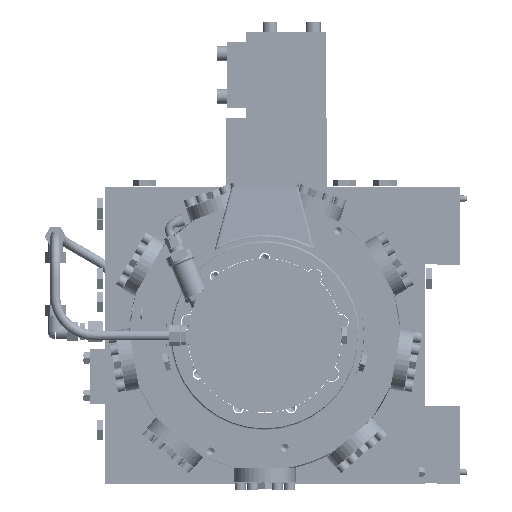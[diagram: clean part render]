
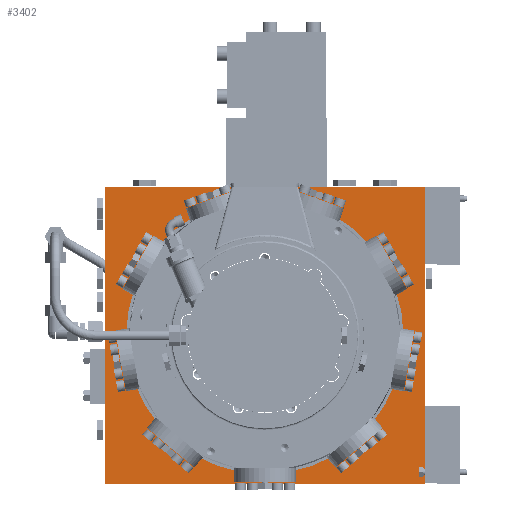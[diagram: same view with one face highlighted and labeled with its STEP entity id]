
A CAD part, left-side view. The second image highlights one B-rep face of the part: STEP entity #3402.
In plain terms, the highlighted planar face has unit normal (-1, 0, 0).
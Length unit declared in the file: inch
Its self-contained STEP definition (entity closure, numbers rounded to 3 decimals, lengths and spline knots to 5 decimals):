
#3352=CARTESIAN_POINT('',(-5.31496,10.23228,0.0));
#3353=DIRECTION('',(-1.0,0.0,0.0));
#3354=DIRECTION('',(0.0,0.0,1.0));
#3355=AXIS2_PLACEMENT_3D('',#3352,#3353,#3354);
#3356=PLANE('',#3355);
#3357=CARTESIAN_POINT('',(-5.31496,10.23228,-9.47835));
#3358=VERTEX_POINT('',#3357);
#3359=CARTESIAN_POINT('',(-5.31496,-10.23228,-9.47835));
#3360=VERTEX_POINT('',#3359);
#3361=CARTESIAN_POINT('',(-5.31496,10.23228,-9.47835));
#3362=DIRECTION('',(0.0,-1.0,0.0));
#3363=VECTOR('',#3362,20.46457);
#3364=LINE('',#3361,#3363);
#3365=EDGE_CURVE('',#3358,#3360,#3364,.T.);
#3366=ORIENTED_EDGE('',*,*,#3365,.T.);
#3367=CARTESIAN_POINT('',(-5.31496,-10.23228,9.47835));
#3368=VERTEX_POINT('',#3367);
#3369=CARTESIAN_POINT('',(-5.31496,-10.23228,-9.47835));
#3370=DIRECTION('',(0.0,0.0,1.0));
#3371=VECTOR('',#3370,18.95669);
#3372=LINE('',#3369,#3371);
#3373=EDGE_CURVE('',#3360,#3368,#3372,.T.);
#3374=ORIENTED_EDGE('',*,*,#3373,.T.);
#3375=CARTESIAN_POINT('',(-5.31496,10.23228,9.47835));
#3376=VERTEX_POINT('',#3375);
#3377=CARTESIAN_POINT('',(-5.31496,-10.23228,9.47835));
#3378=DIRECTION('',(0.0,1.0,0.0));
#3379=VECTOR('',#3378,20.46457);
#3380=LINE('',#3377,#3379);
#3381=EDGE_CURVE('',#3368,#3376,#3380,.T.);
#3382=ORIENTED_EDGE('',*,*,#3381,.T.);
#3383=CARTESIAN_POINT('',(-5.31496,10.23228,9.47835));
#3384=DIRECTION('',(0.0,0.0,-1.0));
#3385=VECTOR('',#3384,18.95669);
#3386=LINE('',#3383,#3385);
#3387=EDGE_CURVE('',#3376,#3358,#3386,.T.);
#3388=ORIENTED_EDGE('',*,*,#3387,.T.);
#3389=EDGE_LOOP('',(#3366,#3374,#3382,#3388));
#3390=FACE_OUTER_BOUND('',#3389,.T.);
#3391=CARTESIAN_POINT('',(-5.31496,0.0,8.85827));
#3392=VERTEX_POINT('',#3391);
#3393=CARTESIAN_POINT('',(-5.31496,0.,0.0));
#3394=DIRECTION('',(1.0,0.0,0.0));
#3395=DIRECTION('',(0.0,0.0,1.0));
#3396=AXIS2_PLACEMENT_3D('',#3393,#3394,#3395);
#3397=CIRCLE('',#3396,8.85827);
#3398=EDGE_CURVE('',#3392,#3392,#3397,.T.);
#3399=ORIENTED_EDGE('',*,*,#3398,.T.);
#3400=EDGE_LOOP('',(#3399));
#3401=FACE_BOUND('',#3400,.T.);
#3402=ADVANCED_FACE('',(#3390,#3401),#3356,.T.);
